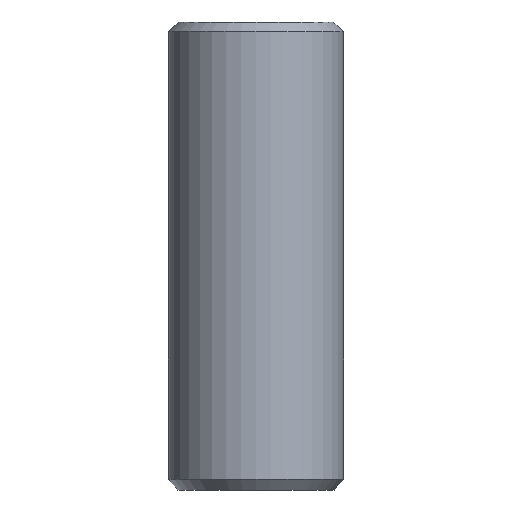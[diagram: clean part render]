
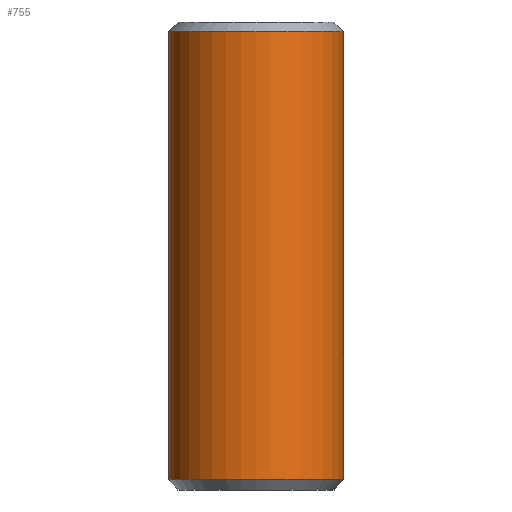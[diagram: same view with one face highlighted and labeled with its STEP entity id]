
A CAD part, front view. The second image highlights one B-rep face of the part: STEP entity #755.
In plain terms, the highlighted cylindrical face has radius 2.375 mm (diameter 4.75 mm), a partial arc.
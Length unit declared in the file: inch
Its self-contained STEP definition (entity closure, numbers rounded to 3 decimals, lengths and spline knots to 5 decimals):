
#22 = CARTESIAN_POINT ( 'NONE',  ( 0.0935, 0., 0.49 ) ) ;
#30 = CARTESIAN_POINT ( 'NONE',  ( -0.0935, 0., 0.49 ) ) ;
#60 = CARTESIAN_POINT ( 'NONE',  ( -0.0935, 0., 0.0115 ) ) ;
#152 = ORIENTED_EDGE ( 'NONE', *, *, #1696, .F. ) ;
#158 = ORIENTED_EDGE ( 'NONE', *, *, #1697, .T. ) ;
#160 = ORIENTED_EDGE ( 'NONE', *, *, #1703, .T. ) ;
#162 = ORIENTED_EDGE ( 'NONE', *, *, #1702, .T. ) ;
#303 = LINE ( 'NONE', #2118, #314 ) ;
#311 = LINE ( 'NONE', #2116, #312 ) ;
#312 = VECTOR ( 'NONE', #2117, 39.37008 ) ;
#314 = VECTOR ( 'NONE', #2119, 39.37008 ) ;
#318 = CIRCLE ( 'NONE', #1462, 0.0935 ) ;
#319 = CIRCLE ( 'NONE', #1461, 0.0935 ) ;
#755 = ADVANCED_FACE ( 'NONE', ( #1851 ), #1857, .T. ) ;
#807 = VERTEX_POINT ( 'NONE', #1281 ) ;
#814 = VERTEX_POINT ( 'NONE', #22 ) ;
#822 = VERTEX_POINT ( 'NONE', #30 ) ;
#894 = VERTEX_POINT ( 'NONE', #60 ) ;
#952 = CARTESIAN_POINT ( 'NONE',  ( 0., 0., 0.5 ) ) ;
#954 = DIRECTION ( 'NONE',  ( 0., 0., -1. ) ) ;
#959 = DIRECTION ( 'NONE',  ( -1., 0., 0. ) ) ;
#1006 = EDGE_LOOP ( 'NONE', ( #152, #162, #158, #160 ) ) ;
#1281 = CARTESIAN_POINT ( 'NONE',  ( 0.0935, 0., 0.0115 ) ) ;
#1461 = AXIS2_PLACEMENT_3D ( 'NONE', #2137, #2138, #2139 ) ;
#1462 = AXIS2_PLACEMENT_3D ( 'NONE', #2132, #2133, #2134 ) ;
#1547 = AXIS2_PLACEMENT_3D ( 'NONE', #952, #954, #959 ) ;
#1696 = EDGE_CURVE ( 'NONE', #814, #807, #311, .T. ) ;
#1697 = EDGE_CURVE ( 'NONE', #822, #894, #303, .T. ) ;
#1702 = EDGE_CURVE ( 'NONE', #814, #822, #318, .T. ) ;
#1703 = EDGE_CURVE ( 'NONE', #894, #807, #319, .T. ) ;
#1851 = FACE_OUTER_BOUND ( 'NONE', #1006, .T. ) ;
#1857 = CYLINDRICAL_SURFACE ( 'NONE', #1547, 0.0935 ) ;
#2116 = CARTESIAN_POINT ( 'NONE',  ( 0.0935, 0., 0.5 ) ) ;
#2117 = DIRECTION ( 'NONE',  ( 0., 0., -1. ) ) ;
#2118 = CARTESIAN_POINT ( 'NONE',  ( -0.0935, 0., 0.5 ) ) ;
#2119 = DIRECTION ( 'NONE',  ( 0., 0., -1. ) ) ;
#2132 = CARTESIAN_POINT ( 'NONE',  ( 0., 0., 0.49 ) ) ;
#2133 = DIRECTION ( 'NONE',  ( 0., 0., -1. ) ) ;
#2134 = DIRECTION ( 'NONE',  ( 1., 0., 0. ) ) ;
#2137 = CARTESIAN_POINT ( 'NONE',  ( 0., 0., 0.0115 ) ) ;
#2138 = DIRECTION ( 'NONE',  ( 0., 0., 1. ) ) ;
#2139 = DIRECTION ( 'NONE',  ( 1., 0., 0. ) ) ;
